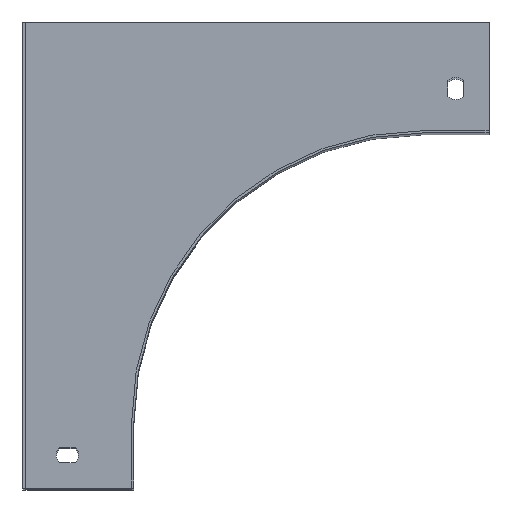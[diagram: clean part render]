
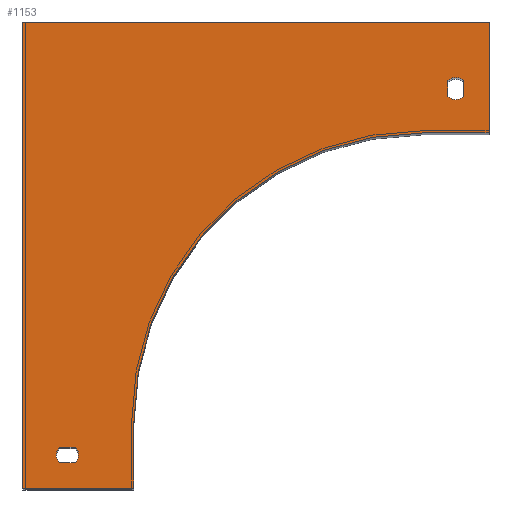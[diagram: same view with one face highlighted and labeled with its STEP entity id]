
A CAD part, top view. The second image highlights one B-rep face of the part: STEP entity #1153.
In plain terms, the highlighted planar face has unit normal (0, 0, 1).
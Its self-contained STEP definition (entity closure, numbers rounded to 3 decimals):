
#12 = DIRECTION ( 'NONE',  ( 0., -1., 0. ) ) ;
#14 = DIRECTION ( 'NONE',  ( 1., 0., 0. ) ) ;
#15 = DIRECTION ( 'NONE',  ( -1., 0., 0. ) ) ;
#19 = DIRECTION ( 'NONE',  ( 0., 0., 1. ) ) ;
#20 = CARTESIAN_POINT ( 'NONE',  ( 20., 15., 1. ) ) ;
#22 = CARTESIAN_POINT ( 'NONE',  ( 0., 210., 1. ) ) ;
#29 = DIRECTION ( 'NONE',  ( -1., 0., 0. ) ) ;
#40 = CARTESIAN_POINT ( 'NONE',  ( 16.429, 18.5, 1. ) ) ;
#77 = DIRECTION ( 'NONE',  ( 0., 1., 0. ) ) ;
#86 = CARTESIAN_POINT ( 'NONE',  ( 16.429, 11.5, 1. ) ) ;
#93 = DIRECTION ( 'NONE',  ( 1., 0., 0. ) ) ;
#94 = DIRECTION ( 'NONE',  ( 1., 0., 0. ) ) ;
#95 = DIRECTION ( 'NONE',  ( 0., 0., 1. ) ) ;
#96 = CARTESIAN_POINT ( 'NONE',  ( 195., 180., 1. ) ) ;
#97 = CARTESIAN_POINT ( 'NONE',  ( 210., 210., 1. ) ) ;
#113 = CARTESIAN_POINT ( 'NONE',  ( 191.5, 176.429, 1. ) ) ;
#124 = EDGE_CURVE ( 'NONE', #1117, #1095, #999, .T. ) ;
#125 = EDGE_CURVE ( 'NONE', #1119, #1109, #996, .T. ) ;
#132 = EDGE_CURVE ( 'NONE', #1107, #1082, #982, .T. ) ;
#133 = EDGE_CURVE ( 'NONE', #1082, #1119, #981, .T. ) ;
#139 = EDGE_CURVE ( 'NONE', #1089, #1085, #969, .T. ) ;
#140 = EDGE_CURVE ( 'NONE', #1085, #1118, #972, .T. ) ;
#163 = EDGE_CURVE ( 'NONE', #1095, #1110, #825, .T. ) ;
#177 = EDGE_CURVE ( 'NONE', #1115, #1117, #795, .T. ) ;
#179 = EDGE_CURVE ( 'NONE', #1109, #1107, #792, .T. ) ;
#180 = EDGE_CURVE ( 'NONE', #1114, #1089, #790, .T. ) ;
#181 = EDGE_CURVE ( 'NONE', #1118, #1114, #789, .T. ) ;
#206 = AXIS2_PLACEMENT_3D ( 'NONE', #1186, #1185, #1184 ) ;
#215 = AXIS2_PLACEMENT_3D ( 'NONE', #566, #565, #564 ) ;
#216 = AXIS2_PLACEMENT_3D ( 'NONE', #572, #571, #569 ) ;
#225 = AXIS2_PLACEMENT_3D ( 'NONE', #96, #95, #94 ) ;
#228 = AXIS2_PLACEMENT_3D ( 'NONE', #20, #19, #14 ) ;
#240 = EDGE_CURVE ( 'NONE', #1110, #1104, #716, .T. ) ;
#246 = EDGE_CURVE ( 'NONE', #1104, #1090, #779, .T. ) ;
#254 = EDGE_CURVE ( 'NONE', #1090, #1108, #414, .T. ) ;
#279 = AXIS2_PLACEMENT_3D ( 'NONE', #395, #394, #399 ) ;
#296 = EDGE_CURVE ( 'NONE', #1108, #1115, #423, .T. ) ;
#305 = ORIENTED_EDGE ( 'NONE', *, *, #139, .F. ) ;
#336 = EDGE_LOOP ( 'NONE', ( #766, #761, #762, #765, #763, #768, #767 ) ) ;
#341 = EDGE_LOOP ( 'NONE', ( #758, #760, #757, #305 ) ) ;
#344 = EDGE_LOOP ( 'NONE', ( #753, #756, #755, #759 ) ) ;
#394 = DIRECTION ( 'NONE',  ( 0., 0., 1. ) ) ;
#395 = CARTESIAN_POINT ( 'NONE',  ( 180., 30., 1. ) ) ;
#397 = PLANE ( 'NONE',  #279 ) ;
#399 = DIRECTION ( 'NONE',  ( 1., 0., 0. ) ) ;
#414 = LINE ( 'NONE', #1201, #417 ) ;
#417 = VECTOR ( 'NONE', #1200, 1000. ) ;
#423 = CIRCLE ( 'NONE', #206, 130. ) ;
#484 = FACE_BOUND ( 'NONE', #344, .T. ) ;
#487 = FACE_OUTER_BOUND ( 'NONE', #336, .T. ) ;
#489 = FACE_BOUND ( 'NONE', #341, .T. ) ;
#540 = CARTESIAN_POINT ( 'NONE',  ( 0., 210., 1. ) ) ;
#545 = DIRECTION ( 'NONE',  ( 0., -1., 0. ) ) ;
#564 = DIRECTION ( 'NONE',  ( 1., 0., 0. ) ) ;
#565 = DIRECTION ( 'NONE',  ( 0., 0., 1. ) ) ;
#566 = CARTESIAN_POINT ( 'NONE',  ( 195., 180., 1. ) ) ;
#569 = DIRECTION ( 'NONE',  ( 1., 0., 0. ) ) ;
#571 = DIRECTION ( 'NONE',  ( 0., 0., 1. ) ) ;
#572 = CARTESIAN_POINT ( 'NONE',  ( 20., 15., 1. ) ) ;
#573 = DIRECTION ( 'NONE',  ( 0., 1., 0. ) ) ;
#574 = CARTESIAN_POINT ( 'NONE',  ( 198.5, 176.429, 1. ) ) ;
#581 = CARTESIAN_POINT ( 'NONE',  ( 210., 160., 1. ) ) ;
#583 = DIRECTION ( 'NONE',  ( 1., 0., 0. ) ) ;
#715 = VECTOR ( 'NONE', #545, 1000. ) ;
#716 = LINE ( 'NONE', #540, #715 ) ;
#753 = ORIENTED_EDGE ( 'NONE', *, *, #179, .F. ) ;
#755 = ORIENTED_EDGE ( 'NONE', *, *, #133, .F. ) ;
#756 = ORIENTED_EDGE ( 'NONE', *, *, #125, .F. ) ;
#757 = ORIENTED_EDGE ( 'NONE', *, *, #140, .F. ) ;
#758 = ORIENTED_EDGE ( 'NONE', *, *, #180, .F. ) ;
#759 = ORIENTED_EDGE ( 'NONE', *, *, #132, .F. ) ;
#760 = ORIENTED_EDGE ( 'NONE', *, *, #181, .F. ) ;
#761 = ORIENTED_EDGE ( 'NONE', *, *, #254, .T. ) ;
#762 = ORIENTED_EDGE ( 'NONE', *, *, #296, .T. ) ;
#763 = ORIENTED_EDGE ( 'NONE', *, *, #124, .T. ) ;
#765 = ORIENTED_EDGE ( 'NONE', *, *, #177, .T. ) ;
#766 = ORIENTED_EDGE ( 'NONE', *, *, #246, .T. ) ;
#767 = ORIENTED_EDGE ( 'NONE', *, *, #240, .T. ) ;
#768 = ORIENTED_EDGE ( 'NONE', *, *, #163, .T. ) ;
#779 = LINE ( 'NONE', #1191, #799 ) ;
#787 = VECTOR ( 'NONE', #573, 1000. ) ;
#789 = LINE ( 'NONE', #574, #787 ) ;
#790 = CIRCLE ( 'NONE', #215, 5. ) ;
#792 = CIRCLE ( 'NONE', #216, 5. ) ;
#793 = VECTOR ( 'NONE', #583, 1000. ) ;
#795 = LINE ( 'NONE', #581, #793 ) ;
#799 = VECTOR ( 'NONE', #1223, 1000. ) ;
#820 = VECTOR ( 'NONE', #15, 1000. ) ;
#825 = LINE ( 'NONE', #22, #820 ) ;
#881 = CARTESIAN_POINT ( 'NONE',  ( 16.429, 18.5, 1. ) ) ;
#896 = CARTESIAN_POINT ( 'NONE',  ( 191.5, 176.429, 1. ) ) ;
#902 = CARTESIAN_POINT ( 'NONE',  ( 16.429, 11.5, 1. ) ) ;
#903 = CARTESIAN_POINT ( 'NONE',  ( 198.5, 176.429, 1. ) ) ;
#904 = CARTESIAN_POINT ( 'NONE',  ( 210., 160., 1. ) ) ;
#907 = CARTESIAN_POINT ( 'NONE',  ( 180., 160., 1. ) ) ;
#908 = CARTESIAN_POINT ( 'NONE',  ( 198.5, 183.571, 1. ) ) ;
#913 = CARTESIAN_POINT ( 'NONE',  ( 0., 210., 1. ) ) ;
#914 = CARTESIAN_POINT ( 'NONE',  ( 23.571, 11.5, 1. ) ) ;
#915 = CARTESIAN_POINT ( 'NONE',  ( 50., 30., 1. ) ) ;
#916 = CARTESIAN_POINT ( 'NONE',  ( 23.571, 18.5, 1. ) ) ;
#921 = CARTESIAN_POINT ( 'NONE',  ( 0., 0., 1. ) ) ;
#931 = CARTESIAN_POINT ( 'NONE',  ( 210., 210., 1. ) ) ;
#938 = CARTESIAN_POINT ( 'NONE',  ( 50., 0., 1. ) ) ;
#939 = CARTESIAN_POINT ( 'NONE',  ( 191.5, 183.571, 1. ) ) ;
#967 = VECTOR ( 'NONE', #12, 1000. ) ;
#969 = LINE ( 'NONE', #113, #967 ) ;
#972 = CIRCLE ( 'NONE', #225, 5. ) ;
#978 = VECTOR ( 'NONE', #29, 1000. ) ;
#981 = CIRCLE ( 'NONE', #228, 5. ) ;
#982 = LINE ( 'NONE', #40, #978 ) ;
#990 = VECTOR ( 'NONE', #93, 1000. ) ;
#992 = VECTOR ( 'NONE', #77, 1000. ) ;
#996 = LINE ( 'NONE', #86, #990 ) ;
#999 = LINE ( 'NONE', #97, #992 ) ;
#1082 = VERTEX_POINT ( 'NONE', #881 ) ;
#1085 = VERTEX_POINT ( 'NONE', #896 ) ;
#1089 = VERTEX_POINT ( 'NONE', #939 ) ;
#1090 = VERTEX_POINT ( 'NONE', #938 ) ;
#1095 = VERTEX_POINT ( 'NONE', #931 ) ;
#1104 = VERTEX_POINT ( 'NONE', #921 ) ;
#1107 = VERTEX_POINT ( 'NONE', #916 ) ;
#1108 = VERTEX_POINT ( 'NONE', #915 ) ;
#1109 = VERTEX_POINT ( 'NONE', #914 ) ;
#1110 = VERTEX_POINT ( 'NONE', #913 ) ;
#1114 = VERTEX_POINT ( 'NONE', #908 ) ;
#1115 = VERTEX_POINT ( 'NONE', #907 ) ;
#1117 = VERTEX_POINT ( 'NONE', #904 ) ;
#1118 = VERTEX_POINT ( 'NONE', #903 ) ;
#1119 = VERTEX_POINT ( 'NONE', #902 ) ;
#1153 = ADVANCED_FACE ( 'NONE', ( #484, #489, #487 ), #397, .T. ) ;
#1184 = DIRECTION ( 'NONE',  ( 1., 0., 0. ) ) ;
#1185 = DIRECTION ( 'NONE',  ( 0., 0., -1. ) ) ;
#1186 = CARTESIAN_POINT ( 'NONE',  ( 180., 30., 1. ) ) ;
#1191 = CARTESIAN_POINT ( 'NONE',  ( 0., 0., 1. ) ) ;
#1200 = DIRECTION ( 'NONE',  ( 0., 1., 0. ) ) ;
#1201 = CARTESIAN_POINT ( 'NONE',  ( 50., 0., 1. ) ) ;
#1223 = DIRECTION ( 'NONE',  ( 1., 0., 0. ) ) ;
